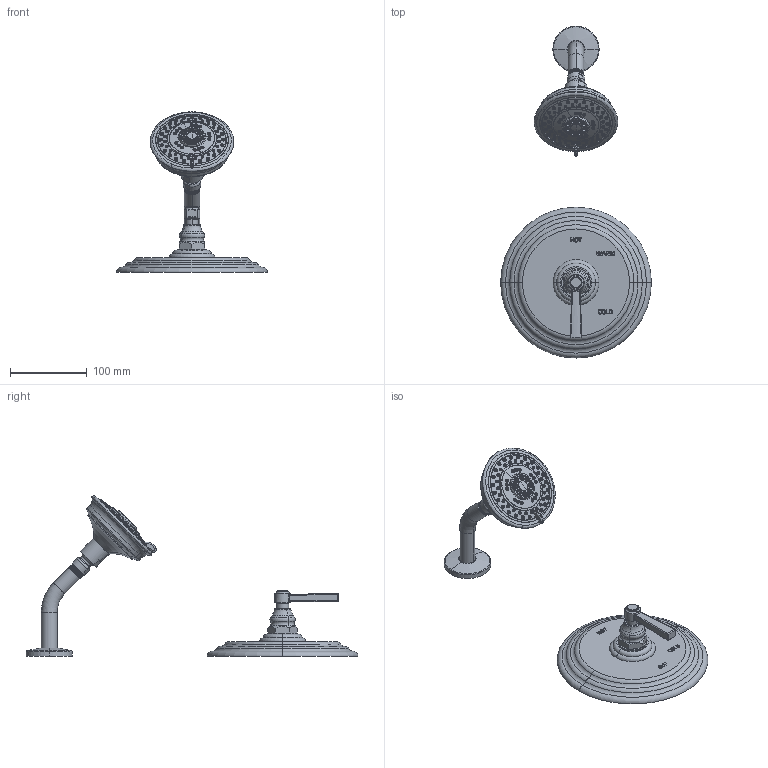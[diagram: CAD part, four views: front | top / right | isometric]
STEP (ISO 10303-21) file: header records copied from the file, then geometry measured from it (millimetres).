
FILE_DESCRIPTION((''),'2;1');
FILE_NAME('3-914BP','2021-05-25T15:23:22',('jinson.thomas'),(''),'CREO PARAMETRIC BY PTC INC, 2018400','CREO PARAMETRIC BY PTC INC, 2018400','');
FILE_SCHEMA(('CONFIG_CONTROL_DESIGN'));
Length unit declared in the file: inch
Products named in the file (1): 3-914BP
Bounding box: 196.85 x 433.45 x 209.53 mm (x, y, z)
Volume: 840396.1 mm3; surface area: 122434.6 mm2
Topology: 2 solids, 2 shells, 1354 faces, 2975 edges, 1798 vertices
Faces by surface type: torus 355, cone 302, plane 281, cylinder 206, bspline 118, extrusion 80, sphere 10, revolution 2
Entity records: 56188 total; most frequent: CARTESIAN_POINT 27500, ORIENTED_EDGE 5946, DIRECTION 5739, EDGE_CURVE 2973, AXIS2_PLACEMENT_3D 2330, VERTEX_POINT 1798, EDGE_LOOP 1545, FACE_OUTER_BOUND 1354
